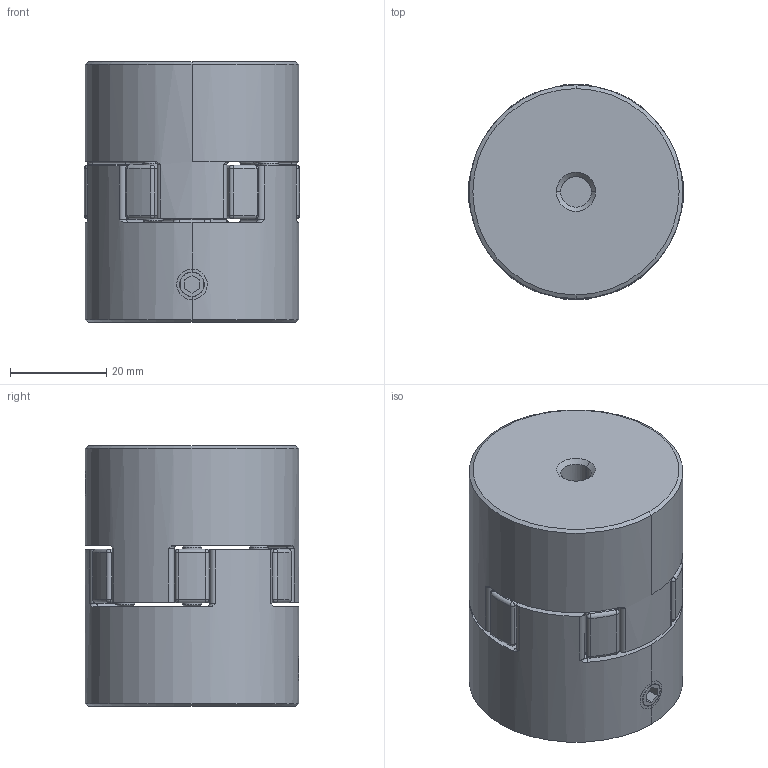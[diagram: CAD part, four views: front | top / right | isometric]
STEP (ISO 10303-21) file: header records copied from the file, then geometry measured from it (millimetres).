
FILE_DESCRIPTION((''),'2;1');
FILE_NAME('L075_CPLG_ASM','2010-04-23T',('nlinsley'),(''),'PRO/ENGINEER BY PARAMETRIC TECHNOLOGY CORPORATION, 2008070','PRO/ENGINEER BY PARAMETRIC TECHNOLOGY CORPORATION, 2008070','');
FILE_SCHEMA(('CONFIG_CONTROL_DESIGN'));
Length unit declared in the file: inch
Products named in the file (4): 10680; 68514432237; 10621; L075_CPLG_ASM
Assembly tree (5 placements, depth 2):
  L075_CPLG_ASM
    10680  x2
    68514432237  x2
    10621
Bounding box: 44.69 x 44.45 x 54.1 mm (x, y, z)
Volume: 79571.9 mm3; surface area: 21142.5 mm2
Topology: 5 solids, 9 shells, 332 faces, 764 edges, 446 vertices
Faces by surface type: cylinder 138, torus 78, plane 60, cone 32, sphere 24
Entity records: 7391 total; most frequent: DIRECTION 1431, CARTESIAN_POINT 1400, ORIENTED_EDGE 1124, AXIS2_PLACEMENT_3D 614, EDGE_CURVE 566, CIRCLE 347, VERTEX_POINT 325, EDGE_LOOP 265
